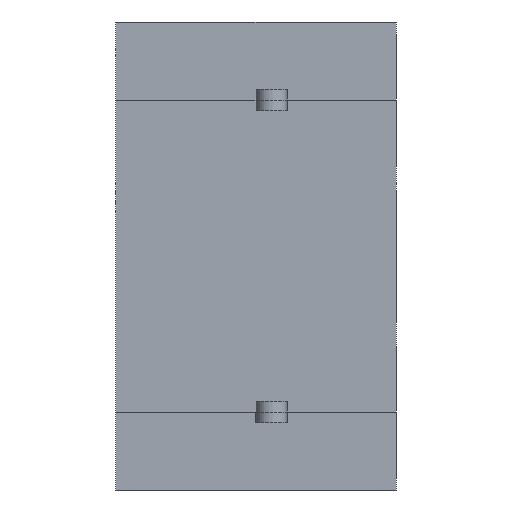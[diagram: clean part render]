
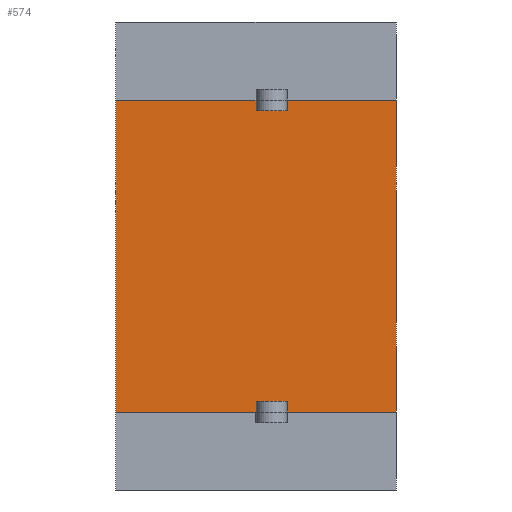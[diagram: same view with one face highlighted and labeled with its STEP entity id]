
A CAD part, front view. The second image highlights one B-rep face of the part: STEP entity #574.
In plain terms, the highlighted planar face has unit normal (0, -1, 0).
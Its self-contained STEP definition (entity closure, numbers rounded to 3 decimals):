
#574 = ADVANCED_FACE( '', ( #1207 ), #1208, .T. );
#1207 = FACE_OUTER_BOUND( '', #1914, .T. );
#1208 = PLANE( '', #1915 );
#1914 = EDGE_LOOP( '', ( #3548, #3549, #3550, #3551, #3552, #3553, #3554, #3555, #3556, #3557, #3558, #3559 ) );
#1915 = AXIS2_PLACEMENT_3D( '', #3560, #3561, #3562 );
#3548 = ORIENTED_EDGE( '', *, *, #5103, .T. );
#3549 = ORIENTED_EDGE( '', *, *, #4860, .T. );
#3550 = ORIENTED_EDGE( '', *, *, #4560, .T. );
#3551 = ORIENTED_EDGE( '', *, *, #4679, .F. );
#3552 = ORIENTED_EDGE( '', *, *, #4715, .F. );
#3553 = ORIENTED_EDGE( '', *, *, #5232, .F. );
#3554 = ORIENTED_EDGE( '', *, *, #4556, .T. );
#3555 = ORIENTED_EDGE( '', *, *, #5002, .F. );
#3556 = ORIENTED_EDGE( '', *, *, #5106, .T. );
#3557 = ORIENTED_EDGE( '', *, *, #4534, .F. );
#3558 = ORIENTED_EDGE( '', *, *, #5233, .F. );
#3559 = ORIENTED_EDGE( '', *, *, #5234, .F. );
#3560 = CARTESIAN_POINT( '', ( -9., 0., 2.5 ) );
#3561 = DIRECTION( '', ( 0., -1., 0. ) );
#3562 = DIRECTION( '', ( 0., 0., -1. ) );
#4534 = EDGE_CURVE( '', #5466, #5461, #5468, .T. );
#4556 = EDGE_CURVE( '', #5508, #5506, #5509, .T. );
#4560 = EDGE_CURVE( '', #5516, #5514, #5517, .T. );
#4679 = EDGE_CURVE( '', #5733, #5514, #5735, .T. );
#4715 = EDGE_CURVE( '', #5799, #5733, #5800, .T. );
#4860 = EDGE_CURVE( '', #6044, #5516, #6045, .T. );
#5002 = EDGE_CURVE( '', #6269, #5506, #6271, .T. );
#5103 = EDGE_CURVE( '', #6414, #6044, #6415, .T. );
#5106 = EDGE_CURVE( '', #6269, #5461, #6419, .T. );
#5232 = EDGE_CURVE( '', #5508, #5799, #6585, .T. );
#5233 = EDGE_CURVE( '', #6586, #5466, #6587, .T. );
#5234 = EDGE_CURVE( '', #6414, #6586, #6588, .T. );
#5461 = VERTEX_POINT( '', #6849 );
#5466 = VERTEX_POINT( '', #6856 );
#5468 = LINE( '', #6859, #6860 );
#5506 = VERTEX_POINT( '', #6912 );
#5508 = VERTEX_POINT( '', #6915 );
#5509 = LINE( '', #6916, #6917 );
#5514 = VERTEX_POINT( '', #6923 );
#5516 = VERTEX_POINT( '', #6926 );
#5517 = LINE( '', #6927, #6928 );
#5733 = VERTEX_POINT( '', #7238 );
#5735 = LINE( '', #7241, #7242 );
#5799 = VERTEX_POINT( '', #7330 );
#5800 = LINE( '', #7331, #7332 );
#6044 = VERTEX_POINT( '', #7672 );
#6045 = LINE( '', #7673, #7674 );
#6269 = VERTEX_POINT( '', #7992 );
#6271 = LINE( '', #7995, #7996 );
#6414 = VERTEX_POINT( '', #8209 );
#6415 = LINE( '', #8210, #8211 );
#6419 = LINE( '', #8216, #8217 );
#6585 = LINE( '', #8465, #8466 );
#6586 = VERTEX_POINT( '', #8467 );
#6587 = LINE( '', #8468, #8469 );
#6588 = LINE( '', #8470, #8471 );
#6849 = CARTESIAN_POINT( '', ( -3.5, 0., 0. ) );
#6856 = CARTESIAN_POINT( '', ( -3.5, 0., -0.35 ) );
#6859 = CARTESIAN_POINT( '', ( -3.5, 0., -0.35 ) );
#6860 = VECTOR( '', #8825, 1000. );
#6912 = CARTESIAN_POINT( '', ( 0., 0., -10. ) );
#6915 = CARTESIAN_POINT( '', ( -3.5, 0., -10. ) );
#6916 = CARTESIAN_POINT( '', ( -3.5, 0., -10. ) );
#6917 = VECTOR( '', #8847, 1000. );
#6923 = CARTESIAN_POINT( '', ( -4.5, 0., -10. ) );
#6926 = CARTESIAN_POINT( '', ( -9., 0., -10. ) );
#6927 = CARTESIAN_POINT( '', ( -9., 0., -10. ) );
#6928 = VECTOR( '', #8853, 1000. );
#7238 = CARTESIAN_POINT( '', ( -4.5, 0., -9.65 ) );
#7241 = CARTESIAN_POINT( '', ( -4.5, 0., -9.65 ) );
#7242 = VECTOR( '', #8979, 1000. );
#7330 = CARTESIAN_POINT( '', ( -3.5, 0., -9.65 ) );
#7331 = CARTESIAN_POINT( '', ( -3.5, 0., -9.65 ) );
#7332 = VECTOR( '', #9019, 1000. );
#7672 = CARTESIAN_POINT( '', ( -9., 0., 0. ) );
#7673 = CARTESIAN_POINT( '', ( -9., 0., 0. ) );
#7674 = VECTOR( '', #9194, 1000. );
#7992 = CARTESIAN_POINT( '', ( 0., 0., 0. ) );
#7995 = CARTESIAN_POINT( '', ( 0., 0., 0. ) );
#7996 = VECTOR( '', #9341, 1000. );
#8209 = CARTESIAN_POINT( '', ( -4.5, 0., 0. ) );
#8210 = CARTESIAN_POINT( '', ( -4.5, 0., 0. ) );
#8211 = VECTOR( '', #9439, 1000. );
#8216 = CARTESIAN_POINT( '', ( 0., 0., 0. ) );
#8217 = VECTOR( '', #9444, 1000. );
#8465 = CARTESIAN_POINT( '', ( -3.5, 0., -10. ) );
#8466 = VECTOR( '', #9569, 1000. );
#8467 = CARTESIAN_POINT( '', ( -4.5, 0., -0.35 ) );
#8468 = CARTESIAN_POINT( '', ( -4.5, 0., -0.35 ) );
#8469 = VECTOR( '', #9570, 1000. );
#8470 = CARTESIAN_POINT( '', ( -4.5, 0., 0. ) );
#8471 = VECTOR( '', #9571, 1000. );
#8825 = DIRECTION( '', ( 0., 0., 1. ) );
#8847 = DIRECTION( '', ( 1., 0., 0. ) );
#8853 = DIRECTION( '', ( 1., 0., 0. ) );
#8979 = DIRECTION( '', ( 0., 0., -1. ) );
#9019 = DIRECTION( '', ( -1., 0., 0. ) );
#9194 = DIRECTION( '', ( 0., 0., -1. ) );
#9341 = DIRECTION( '', ( 0., 0., -1. ) );
#9439 = DIRECTION( '', ( -1., 0., 0. ) );
#9444 = DIRECTION( '', ( -1., 0., 0. ) );
#9569 = DIRECTION( '', ( 0., 0., 1. ) );
#9570 = DIRECTION( '', ( 1., 0., 0. ) );
#9571 = DIRECTION( '', ( 0., 0., -1. ) );
